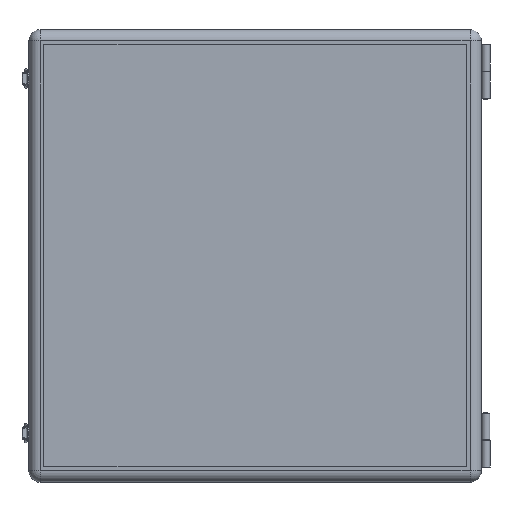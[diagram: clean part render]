
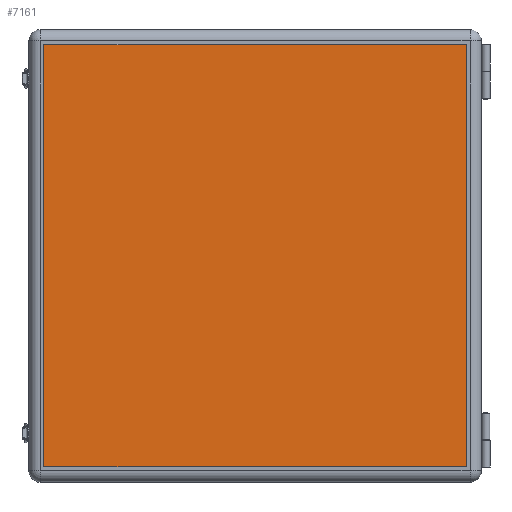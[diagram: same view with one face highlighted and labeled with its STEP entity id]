
A CAD part, top view. The second image highlights one B-rep face of the part: STEP entity #7161.
In plain terms, the highlighted face is planar.
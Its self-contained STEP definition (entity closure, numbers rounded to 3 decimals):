
#4546 = AXIS2_PLACEMENT_3D ( 'NONE', #5056, #5065, #5066 ) ;
#5056 = CARTESIAN_POINT ( 'NONE',  ( -283.5, -283.5, 0. ) ) ;
#5060 = FACE_OUTER_BOUND ( 'NONE', #37497, .T. ) ;
#5064 = PLANE ( 'NONE',  #4546 ) ;
#5065 = DIRECTION ( 'NONE',  ( 0., 0., 1. ) ) ;
#5066 = DIRECTION ( 'NONE',  ( 1., 0., 0. ) ) ;
#7161 = ADVANCED_FACE ( 'NONE', ( #5060 ), #5064, .F. ) ;
#19440 = VECTOR ( 'NONE', #34254, 1000. ) ;
#19446 = VECTOR ( 'NONE', #34264, 1000. ) ;
#19452 = VECTOR ( 'NONE', #34272, 1000. ) ;
#19459 = VECTOR ( 'NONE', #34294, 1000. ) ;
#21764 = CARTESIAN_POINT ( 'NONE',  ( 280., -280., 0. ) ) ;
#21802 = CARTESIAN_POINT ( 'NONE',  ( 280., 280., 0. ) ) ;
#21836 = CARTESIAN_POINT ( 'NONE',  ( -280., 280., 0. ) ) ;
#21846 = CARTESIAN_POINT ( 'NONE',  ( -280., -280., 0. ) ) ;
#34251 = LINE ( 'NONE', #34263, #19446 ) ;
#34252 = LINE ( 'NONE', #34253, #19440 ) ;
#34253 = CARTESIAN_POINT ( 'NONE',  ( -280., -283.5, 0. ) ) ;
#34254 = DIRECTION ( 'NONE',  ( 0., -1., 0. ) ) ;
#34263 = CARTESIAN_POINT ( 'NONE',  ( -283.5, -280., 0. ) ) ;
#34264 = DIRECTION ( 'NONE',  ( 1., 0., 0. ) ) ;
#34270 = LINE ( 'NONE', #34271, #19452 ) ;
#34271 = CARTESIAN_POINT ( 'NONE',  ( 280., -283.5, 0. ) ) ;
#34272 = DIRECTION ( 'NONE',  ( 0., 1., 0. ) ) ;
#34291 = LINE ( 'NONE', #34293, #19459 ) ;
#34293 = CARTESIAN_POINT ( 'NONE',  ( -283.5, 280., 0. ) ) ;
#34294 = DIRECTION ( 'NONE',  ( -1., 0., 0. ) ) ;
#37497 = EDGE_LOOP ( 'NONE', ( #47571, #47573, #47576, #47579 ) ) ;
#47571 = ORIENTED_EDGE ( 'NONE', *, *, #59845, .F. ) ;
#47573 = ORIENTED_EDGE ( 'NONE', *, *, #59842, .F. ) ;
#47576 = ORIENTED_EDGE ( 'NONE', *, *, #59838, .F. ) ;
#47579 = ORIENTED_EDGE ( 'NONE', *, *, #59852, .F. ) ;
#57541 = VERTEX_POINT ( 'NONE', #21764 ) ;
#57621 = VERTEX_POINT ( 'NONE', #21802 ) ;
#57689 = VERTEX_POINT ( 'NONE', #21836 ) ;
#57709 = VERTEX_POINT ( 'NONE', #21846 ) ;
#59838 = EDGE_CURVE ( 'NONE', #57689, #57709, #34252, .T. ) ;
#59842 = EDGE_CURVE ( 'NONE', #57709, #57541, #34251, .T. ) ;
#59845 = EDGE_CURVE ( 'NONE', #57541, #57621, #34270, .T. ) ;
#59852 = EDGE_CURVE ( 'NONE', #57621, #57689, #34291, .T. ) ;
